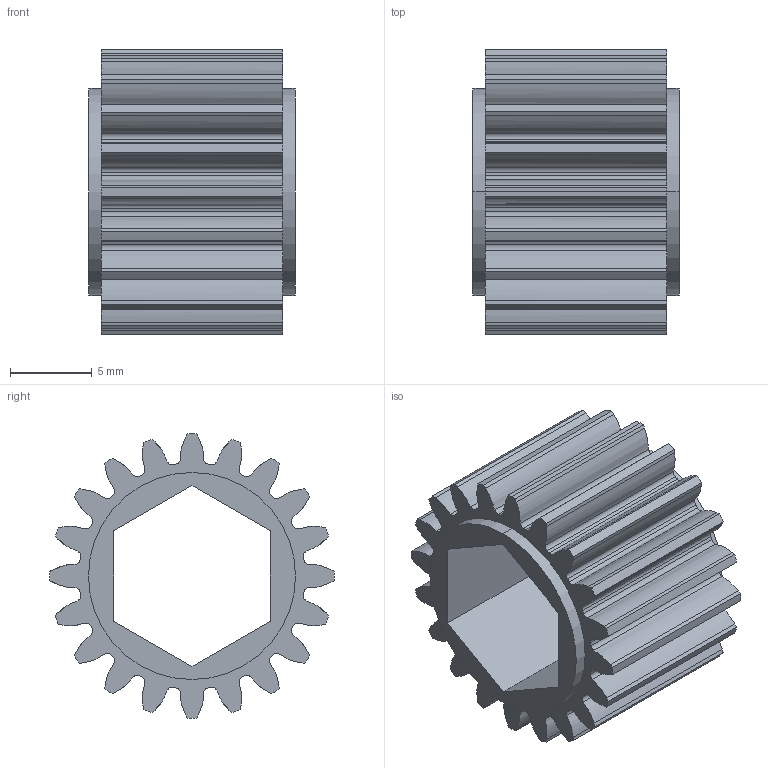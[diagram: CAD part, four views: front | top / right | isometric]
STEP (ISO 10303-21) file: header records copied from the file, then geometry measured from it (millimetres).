
FILE_DESCRIPTION (( 'STEP AP214' ), '1' );
FILE_NAME ('WCP-0005.STEP', '2015-01-03T07:38:27', ( '' ), ( '' ), 'SwSTEP 2.0', 'SolidWorks 2014', '' );
FILE_SCHEMA (( 'AUTOMOTIVE_DESIGN' ));
Length unit declared in the file: inch
Products named in the file (1): WCP-0005
Bounding box: 12.65 x 17.46 x 17.46 mm (x, y, z)
Volume: 1345.3 mm3; surface area: 1802.6 mm2
Topology: 1 solids, 1 shells, 191 faces, 561 edges, 374 vertices
Faces by surface type: cylinder 91, bspline 90, plane 10
Entity records: 9177 total; most frequent: CARTESIAN_POINT 4477, ORIENTED_EDGE 1122, DIRECTION 775, EDGE_CURVE 561, VERTEX_POINT 374, AXIS2_PLACEMENT_3D 284, VECTOR 207, LINE 207
